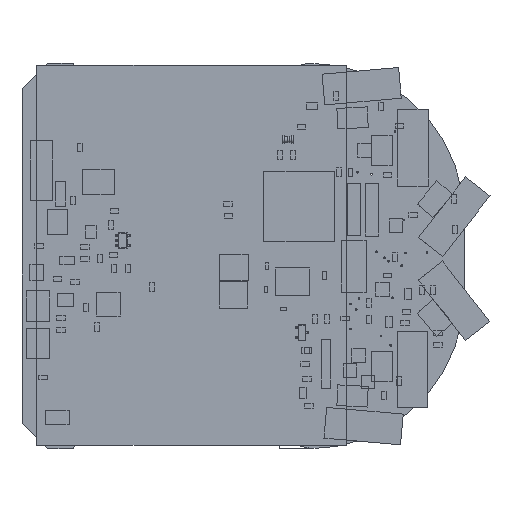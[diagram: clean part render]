
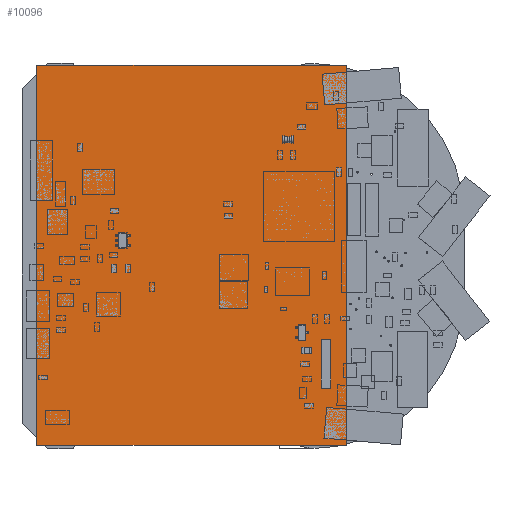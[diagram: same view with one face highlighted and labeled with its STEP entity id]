
A CAD part, top view. The second image highlights one B-rep face of the part: STEP entity #10096.
In plain terms, the highlighted planar face has unit normal (0, 0, 1).
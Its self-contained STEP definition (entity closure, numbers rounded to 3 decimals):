
#917=PLANE('',#11315);
#1385=FACE_OUTER_BOUND('',#2208,.T.);
#2208=EDGE_LOOP('',(#8009,#8010,#8011,#8012));
#2779=LINE('',#16025,#3660);
#2782=LINE('',#16031,#3663);
#2785=LINE('',#16037,#3666);
#2788=LINE('',#16041,#3669);
#3660=VECTOR('',#13173,10.);
#3663=VECTOR('',#13178,10.);
#3666=VECTOR('',#13183,10.);
#3669=VECTOR('',#13188,10.);
#5070=VERTEX_POINT('',#16022);
#5071=VERTEX_POINT('',#16024);
#5073=VERTEX_POINT('',#16030);
#5075=VERTEX_POINT('',#16036);
#6117=EDGE_CURVE('',#5071,#5070,#2779,.T.);
#6120=EDGE_CURVE('',#5073,#5071,#2782,.T.);
#6123=EDGE_CURVE('',#5075,#5073,#2785,.T.);
#6126=EDGE_CURVE('',#5070,#5075,#2788,.T.);
#8009=ORIENTED_EDGE('',*,*,#6126,.T.);
#8010=ORIENTED_EDGE('',*,*,#6123,.T.);
#8011=ORIENTED_EDGE('',*,*,#6120,.T.);
#8012=ORIENTED_EDGE('',*,*,#6117,.T.);
#10096=ADVANCED_FACE('',(#1385),#917,.T.);
#11315=AXIS2_PLACEMENT_3D('',#16042,#13189,#13190);
#13173=DIRECTION('',(-1.,0.,0.));
#13178=DIRECTION('',(0.,1.,0.));
#13183=DIRECTION('',(1.,0.,0.));
#13188=DIRECTION('',(0.,-1.,0.));
#13189=DIRECTION('center_axis',(0.,0.,1.));
#13190=DIRECTION('ref_axis',(1.,0.,0.));
#16022=CARTESIAN_POINT('',(-37.,67.,0.1));
#16024=CARTESIAN_POINT('',(37.,67.,0.1));
#16025=CARTESIAN_POINT('',(37.,67.,0.1));
#16030=CARTESIAN_POINT('',(37.,6.84,0.1));
#16031=CARTESIAN_POINT('',(37.,6.84,0.1));
#16036=CARTESIAN_POINT('',(-37.,6.84,0.1));
#16037=CARTESIAN_POINT('',(-37.,6.84,0.1));
#16041=CARTESIAN_POINT('',(-37.,67.,0.1));
#16042=CARTESIAN_POINT('Origin',(0.,36.92,0.1));
